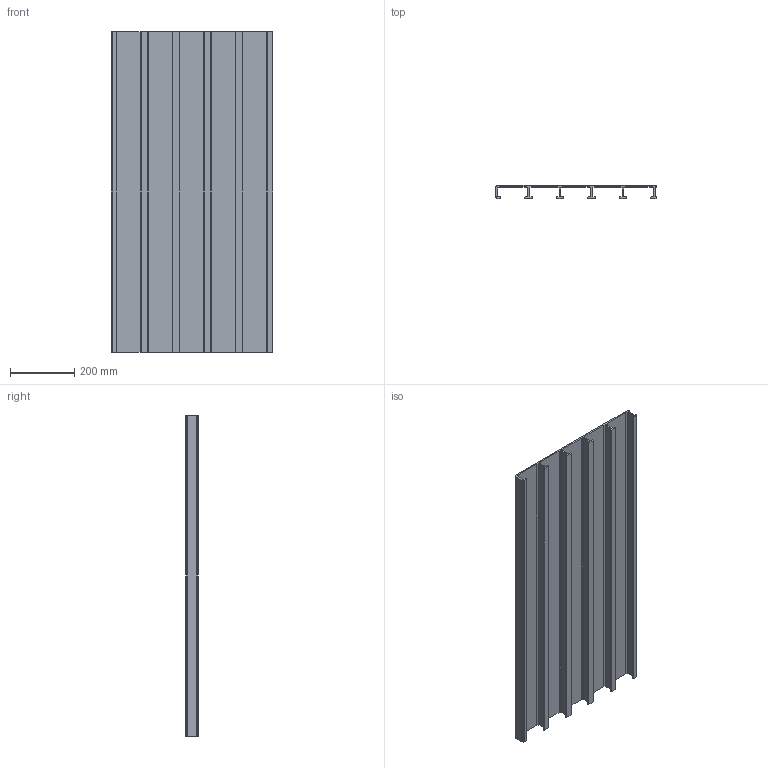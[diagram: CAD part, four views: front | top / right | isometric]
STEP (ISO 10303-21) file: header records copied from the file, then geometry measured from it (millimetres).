
FILE_DESCRIPTION(/* description */ (''),/* implementation_level */ '2;1');
FILE_NAME(/* name */ 'MDplank.stp',/* time_stamp */ '2019-09-19T15:42:02+02:00',/* author */ ('mma'),/* organization */ (''),/* preprocessor_version */ 'ST-DEVELOPER v16.5',/* originating_system */ 'Autodesk Inventor 2017',/* authorisation */ '0 mm^3');
FILE_SCHEMA (('AUTOMOTIVE_DESIGN { 1 0 10303 214 3 1 1 }'));
Length unit declared in the file: millimetre
Products named in the file (1): MD Planke iht. EN 13706
Bounding box: 504.7 x 40 x 1000 mm (x, y, z)
Volume: 3653446.9 mm3; surface area: 1593062.7 mm2
Topology: 1 solids, 1 shells, 126 faces, 372 edges, 248 vertices
Faces by surface type: plane 74, cylinder 52
Entity records: 4250 total; most frequent: CARTESIAN_POINT 747, ORIENTED_EDGE 744, DIRECTION 730, EDGE_CURVE 372, LINE 268, VECTOR 268, VERTEX_POINT 248, AXIS2_PLACEMENT_3D 231
